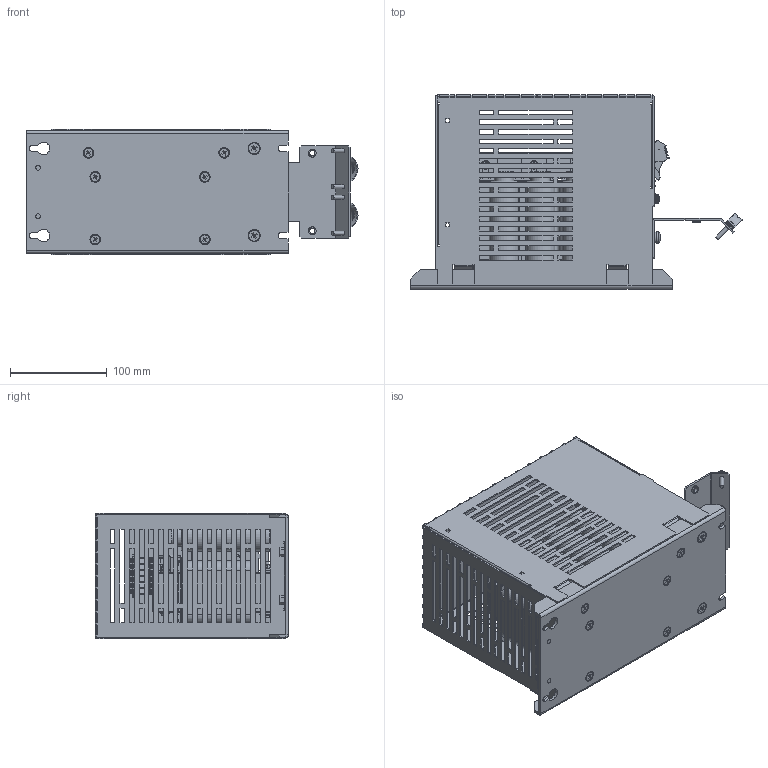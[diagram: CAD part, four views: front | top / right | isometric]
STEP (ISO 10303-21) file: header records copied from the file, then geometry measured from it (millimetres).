
FILE_DESCRIPTION (( 'STEP AP214' ), '1' );
FILE_NAME ('130B7356.STEP', '2015-02-12T10:45:24', ( 'EDV' ), ( 'Microsoft' ), 'SwSTEP 2.0', 'SolidWorks 2014', '' );
FILE_SCHEMA (( 'AUTOMOTIVE_DESIGN' ));
Length unit declared in the file: millimetre
Products named in the file (32): #060-0492; #050-1067; hex nut style 1 gradeab_din_Hexagon Nut ISO 4032 - M5 - D - N; #040-1598; countersunk flat head cross recess screw_din_ISO 7046-1 - M5 x 12 - Z --- 12N; #080-0702; countersunk flat head cross recess screw_din_ISO 7046-1 - M6 x 10 - Z --- 10N; #050-0935; pan head cross recess screw_din_ISO 7045 - M6 x 16 - Z --- 16N; Kern f黵 B 1201009; plain washer grade a_din_Washer DIN 125 - A 6.4; UI75-41,5oD; Wickel 3UI 75_41,5; hex nut style 1 gradeab_din_Hexagon Nut ISO 4032 - M4 - D - N; plain washer grade a_din_Washer DIN 125 - A 4.3; 130B7356; Isolierbuchse M4_M05; M4x55-DIN84; M4x50-DIN84; curved spring lock washer_din_Spring washer DIN 128 - A5; WDU 4; plain washer grade a_din_Washer DIN 125 - A 5.3; hex nut style 2 gradeab_din_Hexagon Nut ISO 4033 - M5 - D - N; +3810-0123; toothed lock washer 1_din_DIN 6797-A6.4; +1095-0158; hex thin nut chamfered gradeab_din_Hexagon Thin Nut ISO 4035 - M6 - N; 120110 Haube B 1201009; pan head cross recess screw_din_ISO 7045 - M5 x 10 - Z --- 10N; #040-1012; pan head cross collar screw_din_DIN 967 - M4 x 20 - Z --- 18.6N; D55
Assembly tree (103 placements, depth 2):
  130B7356
    Wickel 3UI 75_41,5  x3
    UI75-41,5oD  x3
    Kern f黵 B 1201009
    #050-0935
    #080-0702
    #040-1598
    #050-1067
    #060-0492
    D55  x6
    #040-1012  x2
    120110 Haube B 1201009
    +1095-0158  x2
    +3810-0123  x3
    WDU 4  x6
    M4x50-DIN84  x3
    M4x55-DIN84  x2
    Isolierbuchse M4_M05  x5
    plain washer grade a_din_Washer DIN 125 - A 4.3  x14
    hex nut style 1 gradeab_din_Hexagon Nut ISO 4032 - M4 - D - N  x5
    plain washer grade a_din_Washer DIN 125 - A 6.4  x2
    pan head cross recess screw_din_ISO 7045 - M6 x 16 - Z --- 16N  x2
    countersunk flat head cross recess screw_din_ISO 7046-1 - M6 x 10 - Z --- 10N  x2
    countersunk flat head cross recess screw_din_ISO 7046-1 - M5 x 12 - Z --- 12N  x6
    hex nut style 1 gradeab_din_Hexagon Nut ISO 4032 - M5 - D - N  x4
    plain washer grade a_din_Washer DIN 125 - A 5.3  x8
    pan head cross collar screw_din_DIN 967 - M4 x 20 - Z --- 18.6N  x4
    pan head cross recess screw_din_ISO 7045 - M5 x 10 - Z --- 10N  x4
    hex thin nut chamfered gradeab_din_Hexagon Thin Nut ISO 4035 - M6 - N  x3
    toothed lock washer 1_din_DIN 6797-A6.4  x3
    hex nut style 2 gradeab_din_Hexagon Nut ISO 4033 - M5 - D - N  x2
    curved spring lock washer_din_Spring washer DIN 128 - A5  x2
Bounding box: 342.63 x 200 x 130 mm (x, y, z)
Volume: 1665914.9 mm3; surface area: 860576.4 mm2
Topology: 105 solids, 105 shells, 5712 faces, 15171 edges, 9679 vertices
Faces by surface type: plane 3866, cylinder 1436, cone 298, torus 70, bspline 32, sphere 10
Full cylindrical faces by diameter (mm): 3.3 x5, 3.7 x4, 4 x14, 4.2 x12, 4.3 x19, 4.5 x4, 4.725 x12, 5 x27, 5.3 x8, 5.4 x4, 5.5 x25, 5.8 x6, 6 x10, 6.4 x5, 6.95 x4, 7 x17, 7.15 x4, 8 x2, 8.5 x11, 9 x19, 9.3 x6, 9.5 x4, 10 x12, 11.3 x2, 12 x4, 20 x3, 30 x3
Entity records: 91172 total; most frequent: CARTESIAN_POINT 17268, ORIENTED_EDGE 14284, DIRECTION 13864, EDGE_CURVE 7142, LINE 5660, VECTOR 5660, VERTEX_POINT 4554, AXIS2_PLACEMENT_3D 4102
